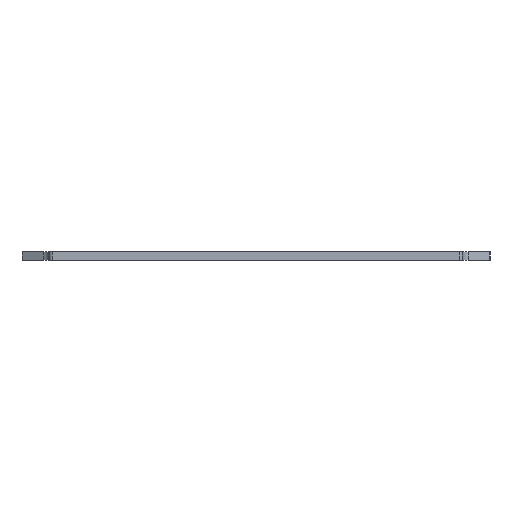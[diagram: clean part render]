
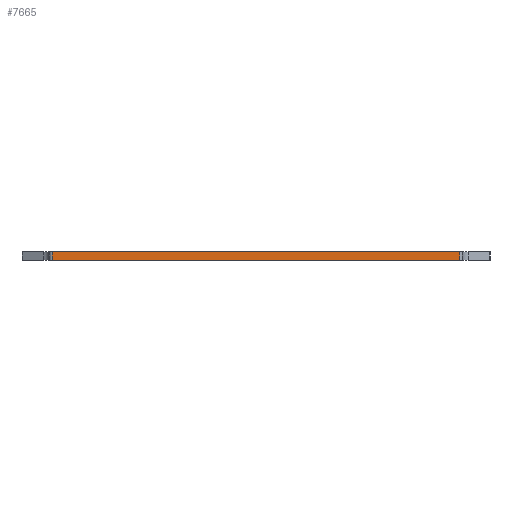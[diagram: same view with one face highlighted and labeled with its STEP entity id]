
A CAD part, left-side view. The second image highlights one B-rep face of the part: STEP entity #7665.
In plain terms, the highlighted planar face has unit normal (-1, 0, 0).
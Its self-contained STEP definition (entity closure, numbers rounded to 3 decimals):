
#689=FACE_OUTER_BOUND('',#1083,.T.);
#1083=EDGE_LOOP('',(#5135,#5136,#5137,#5138));
#1577=LINE('',#11244,#2369);
#1578=LINE('',#11247,#2370);
#1579=LINE('',#11249,#2371);
#1580=LINE('',#11250,#2372);
#2369=VECTOR('',#8891,10.);
#2370=VECTOR('',#8894,10.);
#2371=VECTOR('',#8895,10.);
#2372=VECTOR('',#8896,10.);
#3159=VERTEX_POINT('',#11240);
#3160=VERTEX_POINT('',#11242);
#3161=VERTEX_POINT('',#11246);
#3162=VERTEX_POINT('',#11248);
#3951=EDGE_CURVE('',#3160,#3159,#1577,.T.);
#3952=EDGE_CURVE('',#3159,#3161,#1578,.T.);
#3953=EDGE_CURVE('',#3162,#3160,#1579,.T.);
#3954=EDGE_CURVE('',#3162,#3161,#1580,.T.);
#5135=ORIENTED_EDGE('',*,*,#3952,.F.);
#5136=ORIENTED_EDGE('',*,*,#3951,.F.);
#5137=ORIENTED_EDGE('',*,*,#3953,.F.);
#5138=ORIENTED_EDGE('',*,*,#3954,.T.);
#7460=PLANE('',#8079);
#7665=ADVANCED_FACE('',(#689),#7460,.F.);
#8079=AXIS2_PLACEMENT_3D('',#11245,#8892,#8893);
#8891=DIRECTION('',(0.,0.,-1.));
#8892=DIRECTION('center_axis',(1.,0.,0.));
#8893=DIRECTION('ref_axis',(0.,-1.,0.));
#8894=DIRECTION('',(0.,1.,0.));
#8895=DIRECTION('',(0.,-1.,0.));
#8896=DIRECTION('',(0.,0.,-1.));
#11240=CARTESIAN_POINT('',(0.525,-75.175,0.));
#11242=CARTESIAN_POINT('',(0.525,-75.175,1.5));
#11244=CARTESIAN_POINT('',(0.525,-75.175,1.5));
#11245=CARTESIAN_POINT('Origin',(0.525,-1.025,1.5));
#11246=CARTESIAN_POINT('',(0.525,-1.025,0.));
#11247=CARTESIAN_POINT('',(0.525,-19.563,0.));
#11248=CARTESIAN_POINT('',(0.525,-1.025,1.5));
#11249=CARTESIAN_POINT('',(0.525,-19.563,1.5));
#11250=CARTESIAN_POINT('',(0.525,-1.025,1.5));
